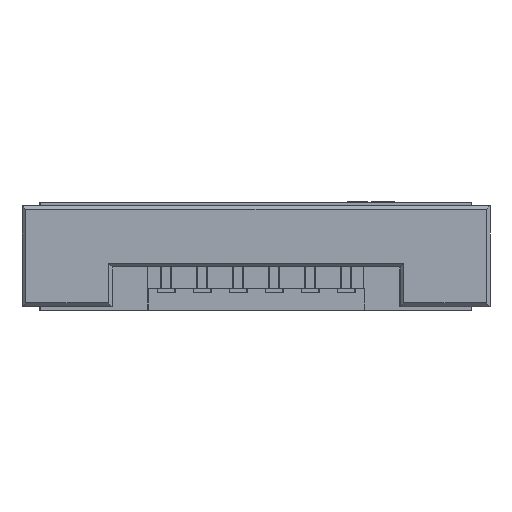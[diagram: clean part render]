
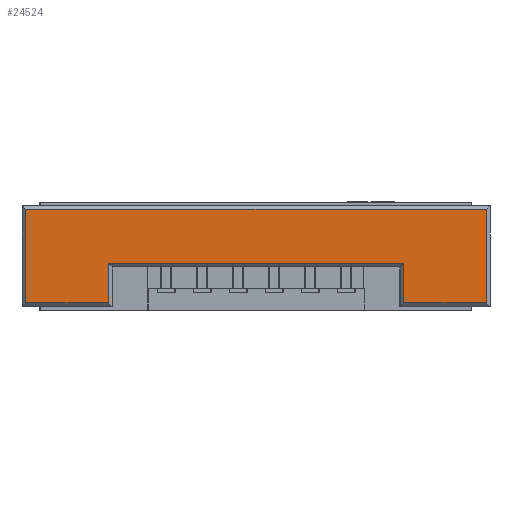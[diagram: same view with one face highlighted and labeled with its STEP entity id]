
A CAD part, front view. The second image highlights one B-rep face of the part: STEP entity #24524.
In plain terms, the highlighted planar face has unit normal (0, -1, 0).
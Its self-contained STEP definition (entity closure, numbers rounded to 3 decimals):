
#276 = VERTEX_POINT ( 'NONE', #6039 ) ;
#1815 = CARTESIAN_POINT ( 'NONE',  ( -6.5, -3.375, 1.3 ) ) ;
#1987 = LINE ( 'NONE', #10393, #13946 ) ;
#2455 = VECTOR ( 'NONE', #22931, 1000. ) ;
#2847 = VERTEX_POINT ( 'NONE', #25091 ) ;
#3169 = AXIS2_PLACEMENT_3D ( 'NONE', #8216, #24389, #18107 ) ;
#3171 = CARTESIAN_POINT ( 'NONE',  ( -6.4, -3.375, 0.1 ) ) ;
#3300 = DIRECTION ( 'NONE',  ( 0., 0., -1. ) ) ;
#3824 = CARTESIAN_POINT ( 'NONE',  ( -4.1, -3.375, 1.2 ) ) ;
#4283 = LINE ( 'NONE', #1815, #2455 ) ;
#4316 = DIRECTION ( 'NONE',  ( -1., 0., 0. ) ) ;
#4655 = CARTESIAN_POINT ( 'NONE',  ( 4.1, -3.375, 0.1 ) ) ;
#4935 = CARTESIAN_POINT ( 'NONE',  ( -6.4, -3.375, 0.2 ) ) ;
#4959 = VERTEX_POINT ( 'NONE', #19594 ) ;
#5535 = EDGE_CURVE ( 'NONE', #9192, #9461, #20169, .T. ) ;
#5804 = ORIENTED_EDGE ( 'NONE', *, *, #21962, .T. ) ;
#6039 = CARTESIAN_POINT ( 'NONE',  ( 4.1, -3.375, 0.2 ) ) ;
#7138 = FACE_OUTER_BOUND ( 'NONE', #13210, .T. ) ;
#7198 = CARTESIAN_POINT ( 'NONE',  ( 6.4, -3.375, 2.8 ) ) ;
#8216 = CARTESIAN_POINT ( 'NONE',  ( -6.5, -3.375, 0. ) ) ;
#8702 = ORIENTED_EDGE ( 'NONE', *, *, #5535, .T. ) ;
#8791 = CARTESIAN_POINT ( 'NONE',  ( -6.5, -3.375, 0.2 ) ) ;
#9143 = VECTOR ( 'NONE', #11948, 1000. ) ;
#9166 = CARTESIAN_POINT ( 'NONE',  ( 6.4, -3.375, 0. ) ) ;
#9192 = VERTEX_POINT ( 'NONE', #21565 ) ;
#9461 = VERTEX_POINT ( 'NONE', #4935 ) ;
#9869 = LINE ( 'NONE', #18236, #9143 ) ;
#10393 = CARTESIAN_POINT ( 'NONE',  ( -6.5, -3.375, 2.8 ) ) ;
#10538 = ORIENTED_EDGE ( 'NONE', *, *, #22618, .T. ) ;
#11151 = EDGE_CURVE ( 'NONE', #11585, #2847, #22615, .T. ) ;
#11585 = VERTEX_POINT ( 'NONE', #23110 ) ;
#11822 = CARTESIAN_POINT ( 'NONE',  ( 4.1, -3.375, 1.3 ) ) ;
#11948 = DIRECTION ( 'NONE',  ( 1., 0., 0. ) ) ;
#12173 = ORIENTED_EDGE ( 'NONE', *, *, #21016, .T. ) ;
#12460 = ORIENTED_EDGE ( 'NONE', *, *, #11151, .T. ) ;
#12541 = VERTEX_POINT ( 'NONE', #7198 ) ;
#12742 = VECTOR ( 'NONE', #3300, 1000. ) ;
#12928 = LINE ( 'NONE', #8791, #26924 ) ;
#13061 = LINE ( 'NONE', #4655, #15684 ) ;
#13210 = EDGE_LOOP ( 'NONE', ( #12460, #26017, #14184, #10538, #22857, #12173, #8702, #5804 ) ) ;
#13946 = VECTOR ( 'NONE', #4316, 1000. ) ;
#14184 = ORIENTED_EDGE ( 'NONE', *, *, #21329, .T. ) ;
#14831 = VECTOR ( 'NONE', #19894, 1000. ) ;
#15103 = DIRECTION ( 'NONE',  ( 1., 0., 0. ) ) ;
#15519 = PLANE ( 'NONE',  #3169 ) ;
#15684 = VECTOR ( 'NONE', #23312, 1000. ) ;
#15747 = DIRECTION ( 'NONE',  ( 0., 0., 1. ) ) ;
#18107 = DIRECTION ( 'NONE',  ( 0., 0., 1. ) ) ;
#18236 = CARTESIAN_POINT ( 'NONE',  ( -6.5, -3.375, 0.2 ) ) ;
#19594 = CARTESIAN_POINT ( 'NONE',  ( 6.4, -3.375, 0.2 ) ) ;
#19894 = DIRECTION ( 'NONE',  ( 0., 0., 1. ) ) ;
#20169 = LINE ( 'NONE', #3171, #12742 ) ;
#20267 = EDGE_CURVE ( 'NONE', #2847, #24647, #4283, .T. ) ;
#20717 = VECTOR ( 'NONE', #15747, 1000. ) ;
#21016 = EDGE_CURVE ( 'NONE', #12541, #9192, #1987, .T. ) ;
#21329 = EDGE_CURVE ( 'NONE', #24647, #276, #13061, .T. ) ;
#21565 = CARTESIAN_POINT ( 'NONE',  ( -6.4, -3.375, 2.8 ) ) ;
#21962 = EDGE_CURVE ( 'NONE', #9461, #11585, #9869, .T. ) ;
#22615 = LINE ( 'NONE', #3824, #14831 ) ;
#22618 = EDGE_CURVE ( 'NONE', #276, #4959, #12928, .T. ) ;
#22857 = ORIENTED_EDGE ( 'NONE', *, *, #25685, .T. ) ;
#22931 = DIRECTION ( 'NONE',  ( 1., 0., 0. ) ) ;
#23110 = CARTESIAN_POINT ( 'NONE',  ( -4.1, -3.375, 0.2 ) ) ;
#23312 = DIRECTION ( 'NONE',  ( 0., 0., -1. ) ) ;
#24389 = DIRECTION ( 'NONE',  ( 0., -1., 0. ) ) ;
#24524 = ADVANCED_FACE ( 'NONE', ( #7138 ), #15519, .T. ) ;
#24647 = VERTEX_POINT ( 'NONE', #11822 ) ;
#25091 = CARTESIAN_POINT ( 'NONE',  ( -4.1, -3.375, 1.3 ) ) ;
#25685 = EDGE_CURVE ( 'NONE', #4959, #12541, #26288, .T. ) ;
#26017 = ORIENTED_EDGE ( 'NONE', *, *, #20267, .T. ) ;
#26288 = LINE ( 'NONE', #9166, #20717 ) ;
#26924 = VECTOR ( 'NONE', #15103, 1000. ) ;
